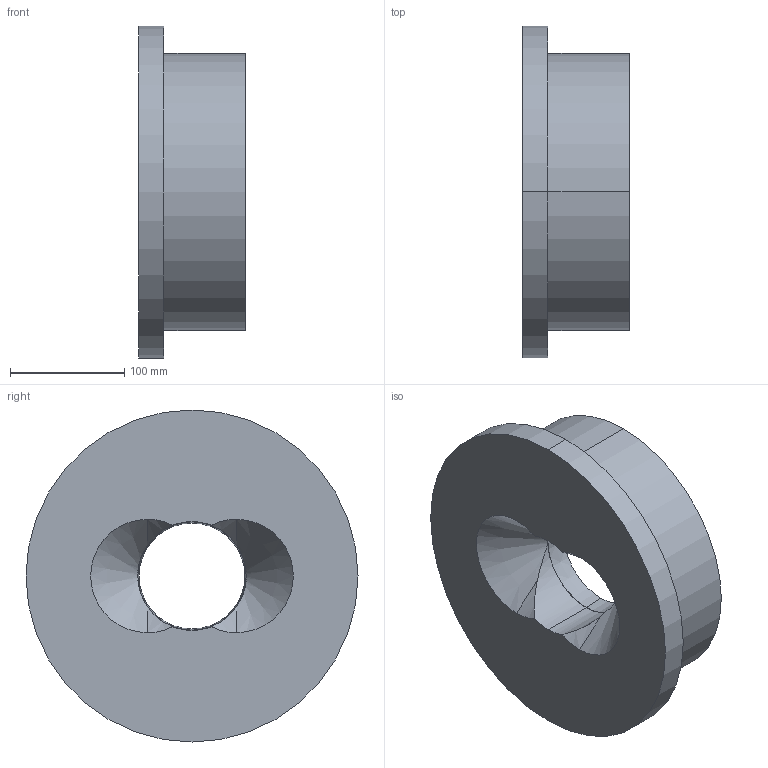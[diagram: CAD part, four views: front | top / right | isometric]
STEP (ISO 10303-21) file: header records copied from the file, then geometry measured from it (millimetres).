
FILE_DESCRIPTION (( 'STEP AP203' ), '1' );
FILE_NAME ('GPS98x2-3-2al+磁霜遠al-93喜渡蜊苤.STEP', '2022-04-26T12:37:04', ( '' ), ( '' ), 'SwSTEP 2.0', 'SolidWorks 2021', '' );
FILE_SCHEMA (( 'CONFIG_CONTROL_DESIGN' ));
Length unit declared in the file: millimetre
Products named in the file (1): GPS98x2-3-2al+磁霜遠al-93喜渡蜊苤
Bounding box: 93 x 290 x 290 mm (x, y, z)
Volume: 3292595.9 mm3; surface area: 220796.3 mm2
Topology: 1 solids, 1 shells, 27 faces, 60 edges, 38 vertices
Faces by surface type: cone 10, cylinder 10, plane 5, torus 2
Entity records: 965 total; most frequent: CARTESIAN_POINT 260, DIRECTION 146, ORIENTED_EDGE 120, AXIS2_PLACEMENT_3D 64, EDGE_CURVE 60, VERTEX_POINT 38, CIRCLE 36, EDGE_LOOP 32
